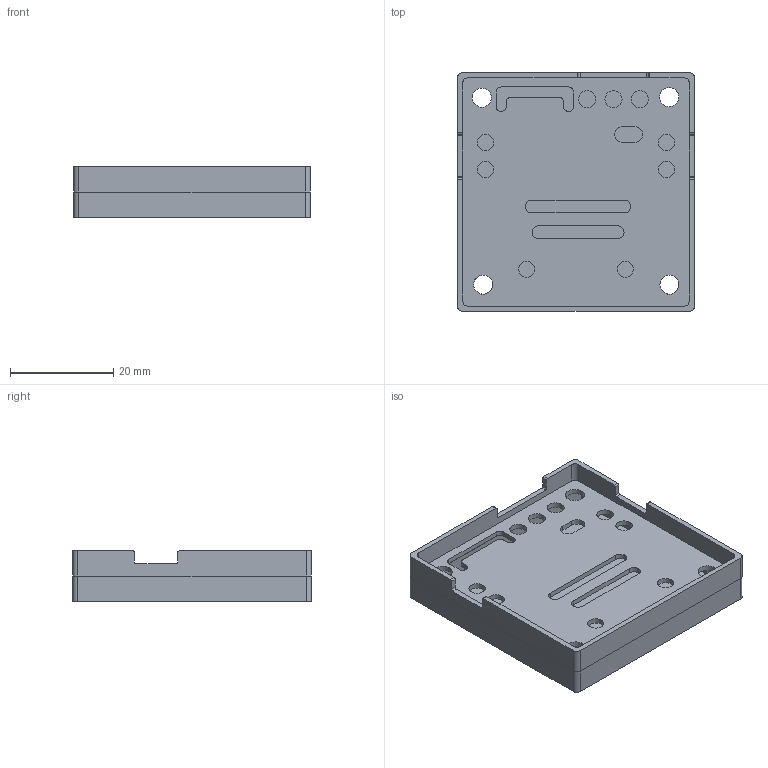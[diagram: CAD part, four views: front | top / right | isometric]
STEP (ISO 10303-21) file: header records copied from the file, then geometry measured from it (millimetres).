
FILE_DESCRIPTION(/* description */ (''),/* implementation_level */ '2;1');
FILE_NAME(/* name */ '15 Enclosure Bottom Encasing.step',/* time_stamp */ '2024-06-10T14:54:26-04:00',/* author */ (''),/* organization */ (''),/* preprocessor_version */ 'ST-DEVELOPER v20',/* originating_system */ 'Autodesk Translation Framework v13.14.0.145',/* authorisation */ '');
FILE_SCHEMA (('AUTOMOTIVE_DESIGN { 1 0 10303 214 3 1 1 }'));
Length unit declared in the file: millimetre
Products named in the file (1): L298N Enclosure
Bounding box: 45.8 x 46.2 x 9.7 mm (x, y, z)
Volume: 6719.7 mm3; surface area: 11122.1 mm2
Topology: 2 solids, 2 shells, 100 faces, 291 edges, 194 vertices
Faces by surface type: cylinder 53, plane 47
Full cylindrical faces by diameter (mm): 3.11 x2, 3.2 x4, 3.3 x3, 3.7 x8
Entity records: 3461 total; most frequent: DIRECTION 603, CARTESIAN_POINT 586, ORIENTED_EDGE 582, EDGE_CURVE 291, AXIS2_PLACEMENT_3D 211, VERTEX_POINT 194, LINE 181, VECTOR 181
